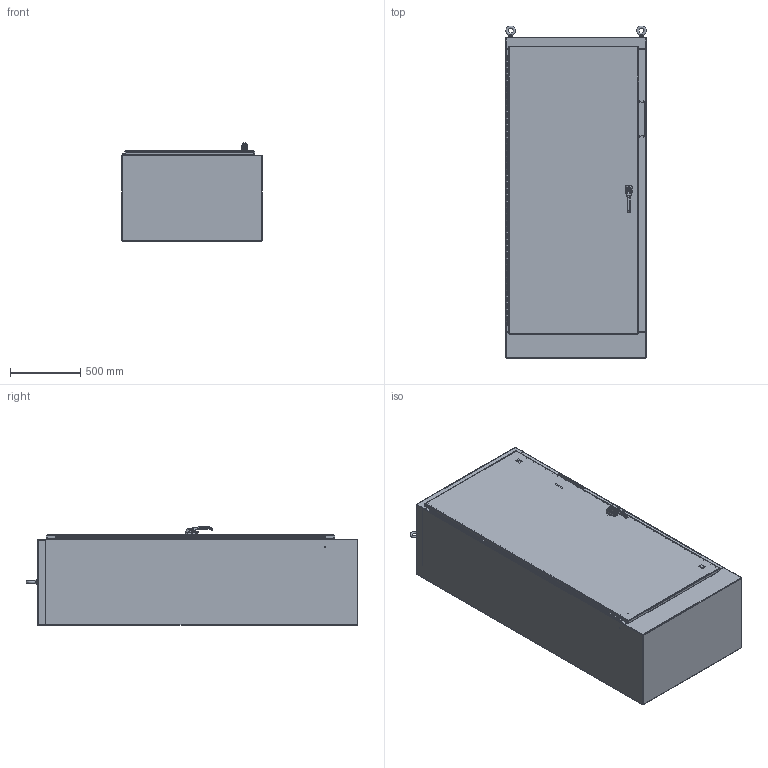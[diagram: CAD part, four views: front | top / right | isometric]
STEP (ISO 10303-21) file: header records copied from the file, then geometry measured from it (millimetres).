
FILE_DESCRIPTION(/* description */ (''),/* implementation_level */ '2;1');
FILE_NAME(/* name */ 'WA90XM3924U.stp',/* time_stamp */ '2015-06-04T14:57:28+05:00',/* author */ ('mgunasekar'),/* organization */ (''),/* preprocessor_version */ 'ST-DEVELOPER v15.2',/* originating_system */ 'Autodesk Inventor 2014',/* authorisation */ '');
FILE_SCHEMA (('AUTOMOTIVE_DESIGN { 1 0 10303 214 3 1 1 }'));
Products named in the file (75): WA90XM39U_BACK; WA90XM24U_RIGHT_SIDE; WA90XM24U_LEFT_SIDE; WAXM3924U_TOP_ENDWALL; WAXM3924U_BOTTOM_ENDWALL; HFW3025; 316298; 349132; 3889; WA90XM39U_PANEL; 349104; HFW3878; 3063; 3881; 3905; 34920; HFW309103; HFW309100S; 38874; HFW388167; HFW309100; HFW309101S; HFW309101; HFW309102; 34929; HFW332011(HFW500002); HFW500002_B; WA90XM39U_DOOR; 1091-73; 1091-74; 1091-74-01; 1091-B9_ASM; 1091-75; DIN3771_16X2_5; 2100-11; 1091-76; D125B_10_5; DIN985_M10; 1000-02; 1225-05 ...
Bounding box: 1003.3 x 2368.39 x 699.54 mm (x, y, z)
Volume: 35227725.5 mm3; surface area: 22533040.8 mm2
Topology: 103 solids, 103 shells, 3815 faces, 9284 edges, 5662 vertices
Faces by surface type: plane 1696, cylinder 1268, torus 283, bspline 272, cone 193, sphere 103
Full cylindrical faces by diameter (mm): 2 x1, 2.2 x1, 2.5 x1, 3 x4, 3.048 x1, 3.1 x2, 3.15 x1, 3.175 x2, 3.5 x1, 3.607 x1, 3.9 x1, 3.962 x6, 4 x1, 4.2 x2, 4.5 x2, 4.762 x1, 4.825 x10, 4.978 x3, 5 x4, 5.08 x4, 5.2 x1, 5.4 x3, 5.69 x4, 6 x3, 6.128 x2, 6.172 x2, 6.337 x6, 6.35 x20, 6.41 x2, 6.604 x2
Entity records: 123197 total; most frequent: CARTESIAN_POINT 52648, DIRECTION 14710, ORIENTED_EDGE 13946, EDGE_CURVE 6935, AXIS2_PLACEMENT_3D 5474, VERTEX_POINT 4399, LINE 3762, VECTOR 3762
